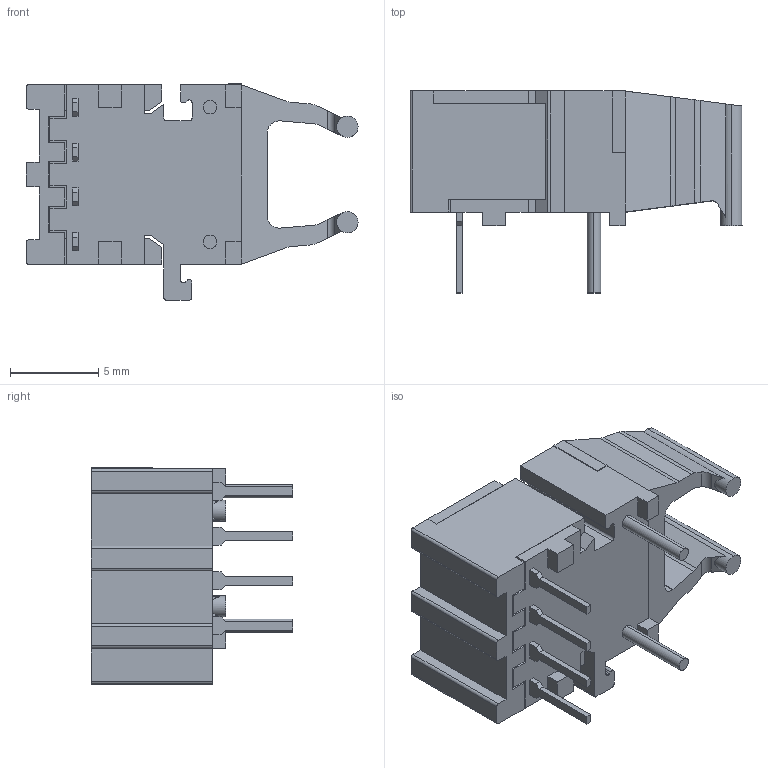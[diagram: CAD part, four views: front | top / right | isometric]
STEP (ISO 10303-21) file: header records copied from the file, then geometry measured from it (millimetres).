
FILE_DESCRIPTION (( 'STEP AP214' ), '1' );
FILE_NAME ('AFBR-2624Z.STEP', '2021-01-22T14:46:57', ( '' ), ( '' ), 'SwSTEP 2.0', 'SolidWorks 2017', '' );
FILE_SCHEMA (( 'AUTOMOTIVE_DESIGN' ));
Length unit declared in the file: inch
Products named in the file (2): AFBR-2624Z
Assembly tree (1 placements, depth 2):
  AFBR-2624Z
    AFBR-2624Z
Bounding box: 18.8 x 11.43 x 12.24 mm (x, y, z)
Volume: 842.4 mm3; surface area: 1386.5 mm2
Topology: 9 solids, 9 shells, 240 faces, 636 edges, 416 vertices
Faces by surface type: plane 199, cylinder 41
Entity records: 7466 total; most frequent: CARTESIAN_POINT 1386, ORIENTED_EDGE 1272, DIRECTION 1150, EDGE_CURVE 636, VECTOR 550, LINE 550, VERTEX_POINT 416, AXIS2_PLACEMENT_3D 300
